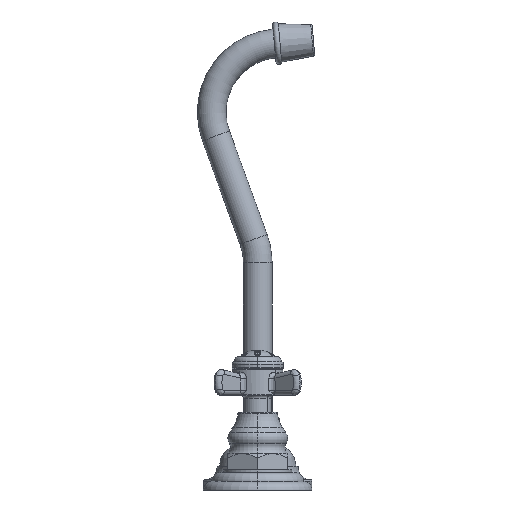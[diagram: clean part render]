
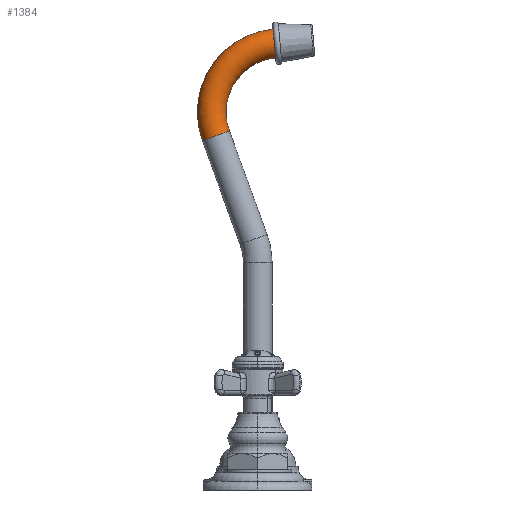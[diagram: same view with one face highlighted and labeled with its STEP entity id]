
A CAD part, left-side view. The second image highlights one B-rep face of the part: STEP entity #1384.
In plain terms, the highlighted toroidal (fillet/blend) face has major radius 38.1 mm and minor radius 7.938 mm.
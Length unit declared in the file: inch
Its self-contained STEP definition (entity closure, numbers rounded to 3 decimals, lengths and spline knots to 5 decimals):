
#596=CARTESIAN_POINT('',(0.,-0.33406,10.01635));
#597=CARTESIAN_POINT('',(-0.00911,-0.33406,
10.01635));
#598=CARTESIAN_POINT('',(-0.02724,-0.33413,
10.01556));
#599=CARTESIAN_POINT('',(-0.05435,-0.33444,
10.012));
#600=CARTESIAN_POINT('',(-0.08096,-0.33496,
10.00613));
#601=CARTESIAN_POINT('',(-0.10704,-0.33567,
9.99794));
#602=CARTESIAN_POINT('',(-0.13221,-0.33658,
9.98755));
#603=CARTESIAN_POINT('',(-0.15646,-0.33768,
9.97497));
#604=CARTESIAN_POINT('',(-0.17945,-0.33896,
9.96038));
#605=CARTESIAN_POINT('',(-0.20113,-0.34041,
9.94381));
#606=CARTESIAN_POINT('',(-0.22125,-0.34201,
9.92545));
#607=CARTESIAN_POINT('',(-0.23969,-0.34377,
9.90541));
#608=CARTESIAN_POINT('',(-0.25632,-0.34566,
9.88381));
#609=CARTESIAN_POINT('',(-0.27096,-0.34766,
9.86091));
#610=CARTESIAN_POINT('',(-0.28359,-0.34978,
9.83674));
#611=CARTESIAN_POINT('',(-0.29402,-0.35197,
9.81167));
#612=CARTESIAN_POINT('',(-0.30224,-0.35424,
9.78569));
#613=CARTESIAN_POINT('',(-0.30814,-0.35656,
9.75918));
#614=CARTESIAN_POINT('',(-0.31171,-0.35892,
9.73219));
#615=CARTESIAN_POINT('',(-0.3129,-0.3613,
9.70503));
#616=CARTESIAN_POINT('',(-0.31171,-0.36367,
9.67787));
#617=CARTESIAN_POINT('',(-0.30814,-0.36604,
9.65088));
#618=CARTESIAN_POINT('',(-0.30224,-0.36836,
9.62438));
#619=CARTESIAN_POINT('',(-0.29402,-0.37063,
9.59839));
#620=CARTESIAN_POINT('',(-0.28359,-0.37282,9.57332));
#621=CARTESIAN_POINT('',(-0.27096,-0.37494,
9.54915));
#622=CARTESIAN_POINT('',(-0.25632,-0.37694,
9.52625));
#623=CARTESIAN_POINT('',(-0.23969,-0.37883,
9.50466));
#624=CARTESIAN_POINT('',(-0.22125,-0.38058,
9.48462));
#625=CARTESIAN_POINT('',(-0.20113,-0.38219,
9.46625));
#626=CARTESIAN_POINT('',(-0.17945,-0.38364,
9.44968));
#627=CARTESIAN_POINT('',(-0.15646,-0.38492,
9.43509));
#628=CARTESIAN_POINT('',(-0.13221,-0.38602,
9.42251));
#629=CARTESIAN_POINT('',(-0.10704,-0.38692,
9.41213));
#630=CARTESIAN_POINT('',(-0.08096,-0.38764,
9.40393));
#631=CARTESIAN_POINT('',(-0.05435,-0.38816,
9.39806));
#632=CARTESIAN_POINT('',(-0.02724,-0.38847,
9.3945));
#633=CARTESIAN_POINT('',(-0.00911,-0.38854,
9.39372));
#634=CARTESIAN_POINT('',(0.,-0.38854,9.39372));
#639=CARTESIAN_POINT('',(0.,0.90954,7.69843));
#640=DIRECTION('',(0.,0.342,0.94));
#641=DIRECTION('',(0.,0.94,-0.342));
#642=AXIS2_PLACEMENT_3D('',#639,#640,#641);
#647=CARTESIAN_POINT('',(0.,-0.5,8.21146));
#648=DIRECTION('',(1.,0.,0.));
#649=DIRECTION('',(0.,0.94,-0.342));
#650=AXIS2_PLACEMENT_3D('',#647,#648,#649);
#765=CARTESIAN_POINT('',(0.,-0.38854,9.39372));
#803=CARTESIAN_POINT('',(0.,-0.33406,10.01635));
#816=CARTESIAN_POINT('',(0.,-0.5,8.21146));
#817=DIRECTION('',(1.,0.,0.));
#818=DIRECTION('',(0.,0.94,-0.342));
#819=AXIS2_PLACEMENT_3D('',#816,#817,#818);
#832=CARTESIAN_POINT('',(0.,0.61588,7.80531));
#833=CARTESIAN_POINT('',(0.,1.20319,7.59155));
#834=VERTEX_POINT('',#832);
#835=VERTEX_POINT('',#833);
#908=VERTEX_POINT('',#765);
#909=VERTEX_POINT('',#803);
#1370=CARTESIAN_POINT('',(0.,-0.5,8.21146));
#1371=DIRECTION('',(1.,0.,0.));
#1372=DIRECTION('',(0.,-0.94,0.342));
#1373=AXIS2_PLACEMENT_3D('',#1370,#1371,#1372);
#1374=TOROIDAL_SURFACE('',#1373,1.5,0.3125);
#1376=ORIENTED_EDGE('',*,*,#1375,.T.);
#1378=ORIENTED_EDGE('',*,*,#1377,.F.);
#1379=ORIENTED_EDGE('',*,*,#1364,.F.);
#1381=ORIENTED_EDGE('',*,*,#1380,.T.);
#1382=EDGE_LOOP('',(#1376,#1378,#1379,#1381));
#1383=FACE_OUTER_BOUND('',#1382,.F.);
#635=B_SPLINE_CURVE_WITH_KNOTS('',3,(#596,#597,#598,#599,#600,#601,#602,#603,
#604,#605,#606,#607,#608,#609,#610,#611,#612,#613,#614,#615,#616,#617,#618,#619,
#620,#621,#622,#623,#624,#625,#626,#627,#628,#629,#630,#631,#632,#633,#634),
.UNSPECIFIED.,.F.,.F.,(4,1,1,1,1,1,1,1,1,1,1,1,1,1,1,1,1,1,1,1,1,1,1,1,1,1,1,1,
1,1,1,1,1,1,1,1,4),(0.,0.02778,0.05556,0.08333,
0.11111,0.13889,0.16667,0.19444,
0.22222,0.25,0.27778,0.30556,0.33333,
0.36111,0.38889,0.41667,0.44444,
0.47222,0.5,0.52778,0.55556,0.58333,
0.61111,0.63889,0.66667,0.69444,
0.72222,0.75,0.77778,0.80556,0.83333,
0.86111,0.88889,0.91667,0.94444,
0.97222,1.),.UNSPECIFIED.);
#643=CIRCLE('',#642,0.3125);
#651=CIRCLE('',#650,1.8125);
#820=CIRCLE('',#819,1.1875);
#1364=EDGE_CURVE('',#835,#834,#643,.T.);
#1375=EDGE_CURVE('',#909,#908,#635,.T.);
#1377=EDGE_CURVE('',#834,#908,#820,.T.);
#1380=EDGE_CURVE('',#835,#909,#651,.T.);
#1384=ADVANCED_FACE('',(#1383),#1374,.T.);
